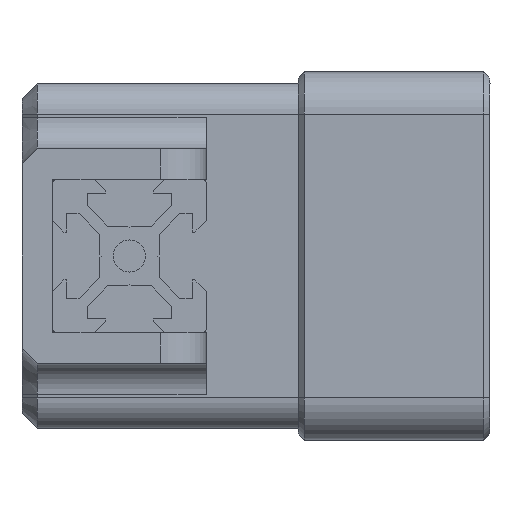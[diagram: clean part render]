
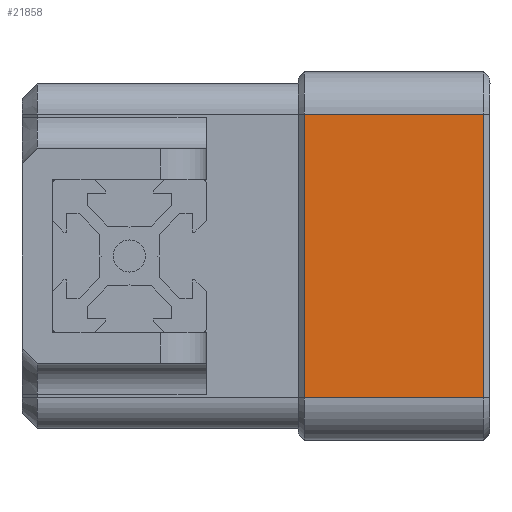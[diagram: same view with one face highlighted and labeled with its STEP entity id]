
A CAD part, left-side view. The second image highlights one B-rep face of the part: STEP entity #21858.
In plain terms, the highlighted planar face has unit normal (-1, 0, 0).
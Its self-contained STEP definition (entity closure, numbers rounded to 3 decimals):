
#785=PLANE('',#23047);
#1870=FACE_OUTER_BOUND('',#3019,.T.);
#3019=EDGE_LOOP('',(#17249,#17250,#17251,#17252));
#4706=LINE('',#32513,#7592);
#4712=LINE('',#32534,#7598);
#4729=LINE('',#32583,#7615);
#4736=LINE('',#32604,#7622);
#7592=VECTOR('',#25483,10.);
#7598=VECTOR('',#25507,10.);
#7615=VECTOR('',#25552,10.);
#7622=VECTOR('',#25579,10.);
#10477=VERTEX_POINT('',#32503);
#10479=VERTEX_POINT('',#32509);
#10486=VERTEX_POINT('',#32532);
#10502=VERTEX_POINT('',#32574);
#12920=EDGE_CURVE('',#10477,#10479,#4706,.T.);
#12931=EDGE_CURVE('',#10477,#10486,#4712,.T.);
#12955=EDGE_CURVE('',#10502,#10486,#4729,.T.);
#12966=EDGE_CURVE('',#10479,#10502,#4736,.T.);
#17249=ORIENTED_EDGE('',*,*,#12920,.F.);
#17250=ORIENTED_EDGE('',*,*,#12931,.T.);
#17251=ORIENTED_EDGE('',*,*,#12955,.F.);
#17252=ORIENTED_EDGE('',*,*,#12966,.F.);
#21858=ADVANCED_FACE('',(#1870),#785,.T.);
#23047=AXIS2_PLACEMENT_3D('',#32603,#25577,#25578);
#25483=DIRECTION('',(0.,0.,1.));
#25507=DIRECTION('',(0.,-1.,0.));
#25552=DIRECTION('',(0.,0.,-1.));
#25577=DIRECTION('center_axis',(-1.,0.,0.));
#25578=DIRECTION('ref_axis',(0.,0.,
-1.));
#25579=DIRECTION('',(0.,-1.,0.));
#32503=CARTESIAN_POINT('',(98.5,-22.8,-18.5));
#32509=CARTESIAN_POINT('',(98.5,-22.8,18.5));
#32513=CARTESIAN_POINT('',(98.5,-22.8,-6.25));
#32532=CARTESIAN_POINT('',(98.5,-46.2,-18.5));
#32534=CARTESIAN_POINT('',(98.5,-37.,-18.5));
#32574=CARTESIAN_POINT('',(98.5,-46.2,18.5));
#32583=CARTESIAN_POINT('',(98.5,-46.2,-6.25));
#32603=CARTESIAN_POINT('Origin',(98.5,-37.,-12.5));
#32604=CARTESIAN_POINT('',(98.5,-37.,18.5));
